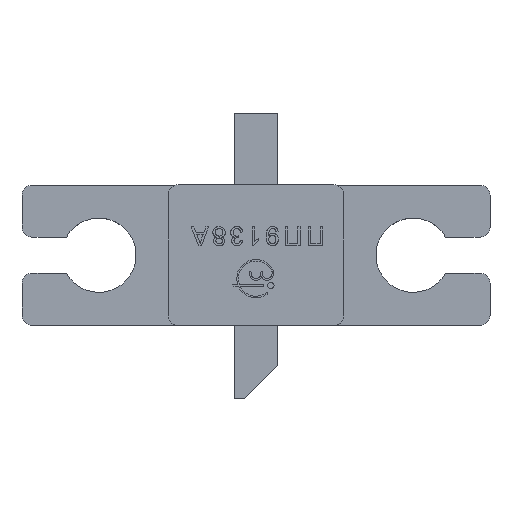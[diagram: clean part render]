
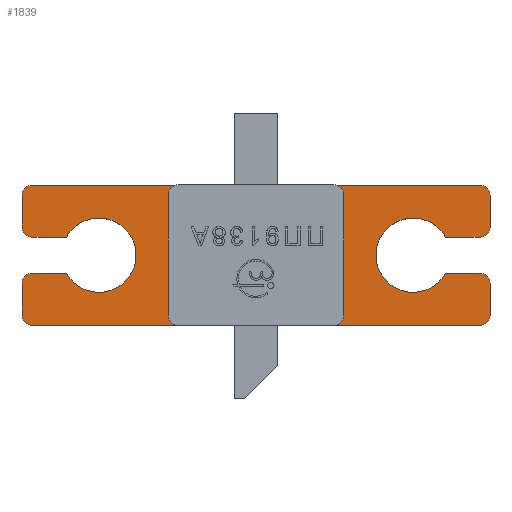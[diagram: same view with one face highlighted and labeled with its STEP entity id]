
A CAD part, top view. The second image highlights one B-rep face of the part: STEP entity #1839.
In plain terms, the highlighted planar face has unit normal (0, 0, 1).
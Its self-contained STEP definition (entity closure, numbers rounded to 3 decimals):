
#1839=ADVANCED_FACE('',(#3369,#3371),#3373,.T.);
#3369=FACE_BOUND('',#3370,.T.);
#3370=EDGE_LOOP('',(#4892,#4893,#4894,#4895,#4896,#4897,#4898,#4899,#4900,#4901,
#4902,#4903,#4904,#4905,#4906,#4907,#4908,#4909,#4910,#4911));
#3371=FACE_BOUND('',#3372,.T.);
#3372=EDGE_LOOP('',(#4912,#4913,#4914,#4915,#4916,#4917,#4918,#4919));
#3373=PLANE('',#3374);
#3374=AXIS2_PLACEMENT_3D('',#3375,#3376,#3377);
#3375=CARTESIAN_POINT('',(0.,0.,1.2));
#3376=DIRECTION('',(0.,0.,1.));
#3377=DIRECTION('',(-1.,0.,0.));
#4892=ORIENTED_EDGE('',*,*,#5565,.T.);
#4893=ORIENTED_EDGE('',*,*,#5566,.T.);
#4894=ORIENTED_EDGE('',*,*,#5567,.T.);
#4895=ORIENTED_EDGE('',*,*,#5568,.T.);
#4896=ORIENTED_EDGE('',*,*,#5569,.T.);
#4897=ORIENTED_EDGE('',*,*,#5570,.T.);
#4898=ORIENTED_EDGE('',*,*,#5571,.T.);
#4899=ORIENTED_EDGE('',*,*,#5572,.T.);
#4900=ORIENTED_EDGE('',*,*,#5573,.T.);
#4901=ORIENTED_EDGE('',*,*,#5574,.T.);
#4902=ORIENTED_EDGE('',*,*,#5575,.T.);
#4903=ORIENTED_EDGE('',*,*,#5576,.T.);
#4904=ORIENTED_EDGE('',*,*,#5577,.T.);
#4905=ORIENTED_EDGE('',*,*,#5578,.T.);
#4906=ORIENTED_EDGE('',*,*,#5579,.T.);
#4907=ORIENTED_EDGE('',*,*,#5580,.T.);
#4908=ORIENTED_EDGE('',*,*,#5581,.T.);
#4909=ORIENTED_EDGE('',*,*,#5582,.T.);
#4910=ORIENTED_EDGE('',*,*,#5583,.T.);
#4911=ORIENTED_EDGE('',*,*,#5584,.T.);
#4912=ORIENTED_EDGE('',*,*,#5551,.F.);
#4913=ORIENTED_EDGE('',*,*,#5549,.F.);
#4914=ORIENTED_EDGE('',*,*,#5563,.F.);
#4915=ORIENTED_EDGE('',*,*,#5561,.F.);
#4916=ORIENTED_EDGE('',*,*,#5559,.F.);
#4917=ORIENTED_EDGE('',*,*,#5557,.F.);
#4918=ORIENTED_EDGE('',*,*,#5555,.F.);
#4919=ORIENTED_EDGE('',*,*,#5553,.F.);
#5549=EDGE_CURVE('',#6509,#6511,#6512,.T.);
#5551=EDGE_CURVE('',#6511,#6514,#6515,.T.);
#5553=EDGE_CURVE('',#6514,#6517,#6518,.T.);
#5555=EDGE_CURVE('',#6517,#6520,#6521,.T.);
#5557=EDGE_CURVE('',#6520,#6523,#6524,.T.);
#5559=EDGE_CURVE('',#6523,#6526,#6527,.T.);
#5561=EDGE_CURVE('',#6526,#6529,#6530,.T.);
#5563=EDGE_CURVE('',#6529,#6509,#6532,.T.);
#5565=EDGE_CURVE('',#6534,#6535,#6536,.T.);
#5566=EDGE_CURVE('',#6535,#6537,#6538,.T.);
#5567=EDGE_CURVE('',#6537,#6539,#6540,.T.);
#5568=EDGE_CURVE('',#6539,#6541,#6542,.T.);
#5569=EDGE_CURVE('',#6541,#6543,#6544,.T.);
#5570=EDGE_CURVE('',#6543,#6545,#6546,.T.);
#5571=EDGE_CURVE('',#6545,#6547,#6548,.T.);
#5572=EDGE_CURVE('',#6547,#6549,#6550,.T.);
#5573=EDGE_CURVE('',#6549,#6551,#6552,.T.);
#5574=EDGE_CURVE('',#6551,#6553,#6554,.T.);
#5575=EDGE_CURVE('',#6553,#6555,#6556,.T.);
#5576=EDGE_CURVE('',#6555,#6557,#6558,.T.);
#5577=EDGE_CURVE('',#6557,#6559,#6560,.T.);
#5578=EDGE_CURVE('',#6559,#6561,#6562,.T.);
#5579=EDGE_CURVE('',#6561,#6563,#6564,.T.);
#5580=EDGE_CURVE('',#6563,#6565,#6566,.T.);
#5581=EDGE_CURVE('',#6565,#6567,#6568,.T.);
#5582=EDGE_CURVE('',#6567,#6569,#6570,.T.);
#5583=EDGE_CURVE('',#6569,#6571,#6572,.T.);
#5584=EDGE_CURVE('',#6571,#6534,#6573,.T.);
#6509=VERTEX_POINT('',#8616);
#6511=VERTEX_POINT('',#8620);
#6512=CIRCLE('',#8621,0.3);
#6514=VERTEX_POINT('',#8628);
#6515=LINE('',#8629,#8630);
#6517=VERTEX_POINT('',#8635);
#6518=CIRCLE('',#8636,0.3);
#6520=VERTEX_POINT('',#8643);
#6521=LINE('',#8644,#8645);
#6523=VERTEX_POINT('',#8650);
#6524=CIRCLE('',#8651,0.3);
#6526=VERTEX_POINT('',#8658);
#6527=LINE('',#8659,#8660);
#6529=VERTEX_POINT('',#8665);
#6530=CIRCLE('',#8666,0.3);
#6532=LINE('',#8673,#8674);
#6534=VERTEX_POINT('',#8679);
#6535=VERTEX_POINT('',#8680);
#6536=LINE('',#8681,#8682);
#6537=VERTEX_POINT('',#8684);
#6538=CIRCLE('',#8685,0.3);
#6539=VERTEX_POINT('',#8689);
#6540=LINE('',#8690,#8691);
#6541=VERTEX_POINT('',#8693);
#6542=CIRCLE('',#8694,0.3);
#6543=VERTEX_POINT('',#8698);
#6544=LINE('',#8699,#8700);
#6545=VERTEX_POINT('',#8702);
#6546=CIRCLE('',#8703,0.3);
#6547=VERTEX_POINT('',#8707);
#6548=LINE('',#8708,#8709);
#6549=VERTEX_POINT('',#8711);
#6550=CIRCLE('',#8712,1.125);
#6551=VERTEX_POINT('',#8716);
#6552=LINE('',#8717,#8718);
#6553=VERTEX_POINT('',#8720);
#6554=CIRCLE('',#8721,0.3);
#6555=VERTEX_POINT('',#8725);
#6556=LINE('',#8726,#8727);
#6557=VERTEX_POINT('',#8729);
#6558=CIRCLE('',#8730,0.3);
#6559=VERTEX_POINT('',#8734);
#6560=LINE('',#8735,#8736);
#6561=VERTEX_POINT('',#8738);
#6562=CIRCLE('',#8739,0.3);
#6563=VERTEX_POINT('',#8743);
#6564=LINE('',#8744,#8745);
#6565=VERTEX_POINT('',#8747);
#6566=CIRCLE('',#8748,0.3);
#6567=VERTEX_POINT('',#8752);
#6568=LINE('',#8753,#8754);
#6569=VERTEX_POINT('',#8756);
#6570=CIRCLE('',#8757,1.125);
#6571=VERTEX_POINT('',#8761);
#6572=LINE('',#8762,#8763);
#6573=CIRCLE('',#8765,0.3);
#8616=CARTESIAN_POINT('',(-2.65,-1.8,1.2));
#8620=CARTESIAN_POINT('',(-2.35,-2.1,1.2));
#8621=AXIS2_PLACEMENT_3D('',#8622,#8623,#8624);
#8622=CARTESIAN_POINT('',(-2.35,-1.8,1.2));
#8623=DIRECTION('',(0.,0.,1.));
#8624=DIRECTION('',(-1.,0.,0.));
#8628=CARTESIAN_POINT('',(2.35,-2.1,1.2));
#8629=CARTESIAN_POINT('',(-2.35,-2.1,1.2));
#8630=VECTOR('',#8631,1.);
#8631=DIRECTION('',(1.,0.,0.));
#8635=CARTESIAN_POINT('',(2.65,-1.8,1.2));
#8636=AXIS2_PLACEMENT_3D('',#8637,#8638,#8639);
#8637=CARTESIAN_POINT('',(2.35,-1.8,1.2));
#8638=DIRECTION('',(0.,0.,1.));
#8639=DIRECTION('',(0.,-1.,0.));
#8643=CARTESIAN_POINT('',(2.65,1.8,1.2));
#8644=CARTESIAN_POINT('',(2.65,-1.8,1.2));
#8645=VECTOR('',#8646,1.);
#8646=DIRECTION('',(0.,1.,0.));
#8650=CARTESIAN_POINT('',(2.35,2.1,1.2));
#8651=AXIS2_PLACEMENT_3D('',#8652,#8653,#8654);
#8652=CARTESIAN_POINT('',(2.35,1.8,1.2));
#8653=DIRECTION('',(0.,0.,1.));
#8654=DIRECTION('',(1.,0.,0.));
#8658=CARTESIAN_POINT('',(-2.35,2.1,1.2));
#8659=CARTESIAN_POINT('',(2.35,2.1,1.2));
#8660=VECTOR('',#8661,1.);
#8661=DIRECTION('',(-1.,0.,0.));
#8665=CARTESIAN_POINT('',(-2.65,1.8,1.2));
#8666=AXIS2_PLACEMENT_3D('',#8667,#8668,#8669);
#8667=CARTESIAN_POINT('',(-2.35,1.8,1.2));
#8668=DIRECTION('',(0.,0.,1.));
#8669=DIRECTION('',(0.,1.,0.));
#8673=CARTESIAN_POINT('',(-2.65,1.8,1.2));
#8674=VECTOR('',#8675,1.);
#8675=DIRECTION('',(0.,-1.,0.));
#8679=CARTESIAN_POINT('',(-7.075,-0.85,1.2));
#8680=CARTESIAN_POINT('',(-7.075,-1.815,1.2));
#8681=CARTESIAN_POINT('',(-7.075,-0.85,1.2));
#8682=VECTOR('',#8683,1.);
#8683=DIRECTION('',(0.,-1.,0.));
#8684=CARTESIAN_POINT('',(-6.775,-2.115,1.2));
#8685=AXIS2_PLACEMENT_3D('',#8686,#8687,#8688);
#8686=CARTESIAN_POINT('',(-6.775,-1.815,1.2));
#8687=DIRECTION('',(0.,0.,1.));
#8688=DIRECTION('',(-1.,0.,0.));
#8689=CARTESIAN_POINT('',(6.775,-2.115,1.2));
#8690=CARTESIAN_POINT('',(-6.775,-2.115,1.2));
#8691=VECTOR('',#8692,1.);
#8692=DIRECTION('',(1.,0.,0.));
#8693=CARTESIAN_POINT('',(7.075,-1.815,1.2));
#8694=AXIS2_PLACEMENT_3D('',#8695,#8696,#8697);
#8695=CARTESIAN_POINT('',(6.775,-1.815,1.2));
#8696=DIRECTION('',(0.,0.,1.));
#8697=DIRECTION('',(0.,-1.,0.));
#8698=CARTESIAN_POINT('',(7.075,-0.85,1.2));
#8699=CARTESIAN_POINT('',(7.075,-1.815,1.2));
#8700=VECTOR('',#8701,1.);
#8701=DIRECTION('',(0.,1.,0.));
#8702=CARTESIAN_POINT('',(6.775,-0.55,1.2));
#8703=AXIS2_PLACEMENT_3D('',#8704,#8705,#8706);
#8704=CARTESIAN_POINT('',(6.775,-0.85,1.2));
#8705=DIRECTION('',(0.,0.,1.));
#8706=DIRECTION('',(1.,0.,0.));
#8707=CARTESIAN_POINT('',(5.731,-0.55,1.2));
#8708=CARTESIAN_POINT('',(6.775,-0.55,1.2));
#8709=VECTOR('',#8710,1.);
#8710=DIRECTION('',(-1.,0.,0.));
#8711=CARTESIAN_POINT('',(5.731,0.55,1.2));
#8712=AXIS2_PLACEMENT_3D('',#8713,#8714,#8715);
#8713=CARTESIAN_POINT('',(4.75,0.,1.2));
#8714=DIRECTION('',(0.,0.,-1.));
#8715=DIRECTION('',(0.872,-0.489,0.));
#8716=CARTESIAN_POINT('',(6.775,0.55,1.2));
#8717=CARTESIAN_POINT('',(5.731,0.55,1.2));
#8718=VECTOR('',#8719,1.);
#8719=DIRECTION('',(1.,0.,0.));
#8720=CARTESIAN_POINT('',(7.075,0.85,1.2));
#8721=AXIS2_PLACEMENT_3D('',#8722,#8723,#8724);
#8722=CARTESIAN_POINT('',(6.775,0.85,1.2));
#8723=DIRECTION('',(0.,0.,1.));
#8724=DIRECTION('',(0.,-1.,0.));
#8725=CARTESIAN_POINT('',(7.075,1.815,1.2));
#8726=CARTESIAN_POINT('',(7.075,0.85,1.2));
#8727=VECTOR('',#8728,1.);
#8728=DIRECTION('',(0.,1.,0.));
#8729=CARTESIAN_POINT('',(6.775,2.115,1.2));
#8730=AXIS2_PLACEMENT_3D('',#8731,#8732,#8733);
#8731=CARTESIAN_POINT('',(6.775,1.815,1.2));
#8732=DIRECTION('',(0.,0.,1.));
#8733=DIRECTION('',(1.,0.,0.));
#8734=CARTESIAN_POINT('',(-6.775,2.115,1.2));
#8735=CARTESIAN_POINT('',(6.775,2.115,1.2));
#8736=VECTOR('',#8737,1.);
#8737=DIRECTION('',(-1.,0.,0.));
#8738=CARTESIAN_POINT('',(-7.075,1.815,1.2));
#8739=AXIS2_PLACEMENT_3D('',#8740,#8741,#8742);
#8740=CARTESIAN_POINT('',(-6.775,1.815,1.2));
#8741=DIRECTION('',(0.,0.,1.));
#8742=DIRECTION('',(0.,1.,0.));
#8743=CARTESIAN_POINT('',(-7.075,0.85,1.2));
#8744=CARTESIAN_POINT('',(-7.075,1.815,1.2));
#8745=VECTOR('',#8746,1.);
#8746=DIRECTION('',(0.,-1.,0.));
#8747=CARTESIAN_POINT('',(-6.775,0.55,1.2));
#8748=AXIS2_PLACEMENT_3D('',#8749,#8750,#8751);
#8749=CARTESIAN_POINT('',(-6.775,0.85,1.2));
#8750=DIRECTION('',(0.,0.,1.));
#8751=DIRECTION('',(-1.,0.,0.));
#8752=CARTESIAN_POINT('',(-5.731,0.55,1.2));
#8753=CARTESIAN_POINT('',(-6.775,0.55,1.2));
#8754=VECTOR('',#8755,1.);
#8755=DIRECTION('',(1.,0.,0.));
#8756=CARTESIAN_POINT('',(-5.731,-0.55,1.2));
#8757=AXIS2_PLACEMENT_3D('',#8758,#8759,#8760);
#8758=CARTESIAN_POINT('',(-4.75,0.,1.2));
#8759=DIRECTION('',(0.,0.,-1.));
#8760=DIRECTION('',(-0.872,0.489,0.));
#8761=CARTESIAN_POINT('',(-6.775,-0.55,1.2));
#8762=CARTESIAN_POINT('',(-5.731,-0.55,1.2));
#8763=VECTOR('',#8764,1.);
#8764=DIRECTION('',(-1.,0.,0.));
#8765=AXIS2_PLACEMENT_3D('',#8766,#8767,#8768);
#8766=CARTESIAN_POINT('',(-6.775,-0.85,1.2));
#8767=DIRECTION('',(0.,0.,1.));
#8768=DIRECTION('',(0.,1.,0.));
